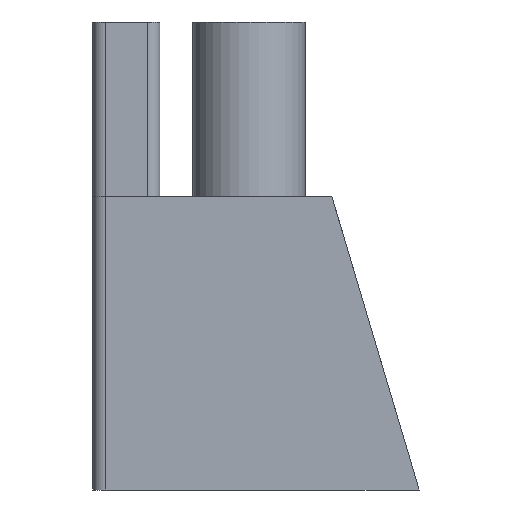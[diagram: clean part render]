
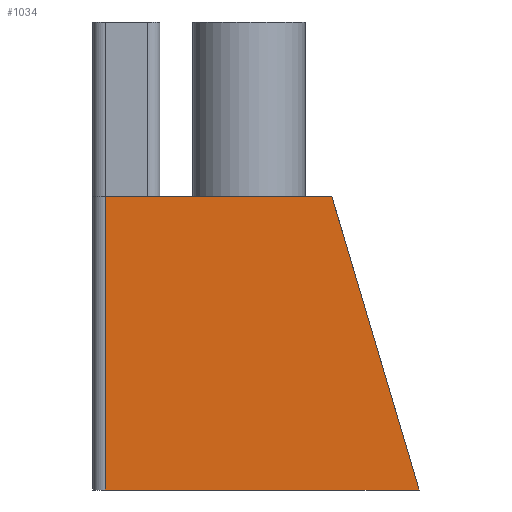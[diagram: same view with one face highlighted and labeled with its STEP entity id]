
A CAD part, left-side view. The second image highlights one B-rep face of the part: STEP entity #1034.
In plain terms, the highlighted planar face has unit normal (-1, 0, 0).
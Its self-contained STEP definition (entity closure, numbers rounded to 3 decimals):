
#344=CARTESIAN_POINT('',(-12.5,23.,0.));
#345=VERTEX_POINT('',#344);
#346=CARTESIAN_POINT('',(-12.5,-27.287,-0.));
#347=VERTEX_POINT('',#346);
#348=CARTESIAN_POINT('',(-12.5,23.,0.));
#349=DIRECTION('',(0.,-1.,0.));
#350=VECTOR('',#349,50.287);
#351=LINE('',#348,#350);
#352=EDGE_CURVE('',#345,#347,#351,.T.);
#478=CARTESIAN_POINT('',(-12.5,23.,47.));
#479=VERTEX_POINT('',#478);
#487=CARTESIAN_POINT('',(-12.5,-13.295,47.));
#488=VERTEX_POINT('',#487);
#489=CARTESIAN_POINT('',(-12.5,23.,47.));
#490=DIRECTION('',(0.,-1.,0.));
#491=VECTOR('',#490,36.295);
#492=LINE('',#489,#491);
#493=EDGE_CURVE('',#479,#488,#492,.T.);
#754=CARTESIAN_POINT('',(-12.5,-13.295,47.));
#755=DIRECTION('',(0.,-0.285,-0.958));
#756=VECTOR('',#755,49.039);
#757=LINE('',#754,#756);
#758=EDGE_CURVE('',#488,#347,#757,.T.);
#1018=CARTESIAN_POINT('',(-12.5,-30.,75.));
#1019=DIRECTION('',(1.,0.,0.));
#1020=DIRECTION('',(0.,0.,-1.));
#1021=AXIS2_PLACEMENT_3D('',#1018,#1019,#1020);
#1022=PLANE('',#1021);
#1023=ORIENTED_EDGE('',*,*,#493,.F.);
#1024=CARTESIAN_POINT('',(-12.5,23.,47.));
#1025=DIRECTION('',(0.,0.,-1.));
#1026=VECTOR('',#1025,47.);
#1027=LINE('',#1024,#1026);
#1028=EDGE_CURVE('',#479,#345,#1027,.T.);
#1029=ORIENTED_EDGE('',*,*,#1028,.T.);
#1030=ORIENTED_EDGE('',*,*,#352,.T.);
#1031=ORIENTED_EDGE('',*,*,#758,.F.);
#1032=EDGE_LOOP('',(#1023,#1029,#1030,#1031));
#1033=FACE_BOUND('',#1032,.T.);
#1034=ADVANCED_FACE('',(#1033),#1022,.F.);
